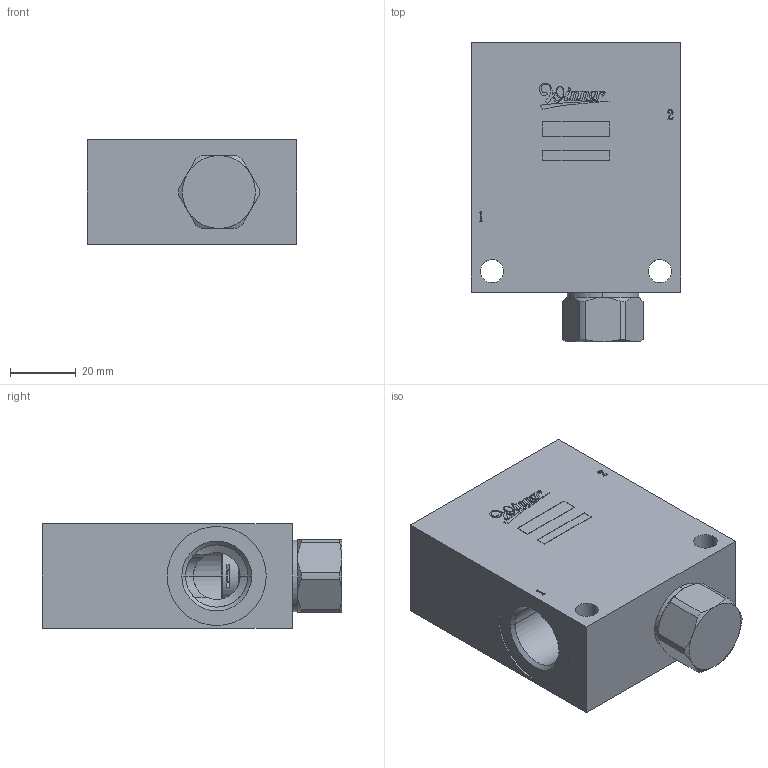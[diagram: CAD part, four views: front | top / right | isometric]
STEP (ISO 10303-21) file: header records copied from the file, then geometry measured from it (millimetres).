
FILE_DESCRIPTION (( 'STEP AP203' ), '1' );
FILE_NAME ('ML-60-RPC-10A2-CV2003-G04-Z01.STEP', '2026-02-26T05:30:49', ( '' ), ( '' ), 'SwSTEP 2.0', 'SolidWorks 2018', '' );
FILE_SCHEMA (( 'CONFIG_CONTROL_DESIGN' ));
Length unit declared in the file: millimetre
Products named in the file (3): 6GJF1A002; 6EF060RPCG04T001; ML-60-RPC-10A2-CV2003-G04-Z01
Assembly tree (2 placements, depth 2):
  ML-60-RPC-10A2-CV2003-G04-Z01
    6EF060RPCG04T001
    6GJF1A002
Bounding box: 64 x 91.34 x 32 mm (x, y, z)
Volume: 122540.7 mm3; surface area: 31588.1 mm2
Topology: 2 solids, 2 shells, 415 faces, 1119 edges, 722 vertices
Faces by surface type: cylinder 223, plane 98, cone 56, bspline 31, torus 7
Entity records: 15317 total; most frequent: CARTESIAN_POINT 4608, ORIENTED_EDGE 2234, DIRECTION 2196, EDGE_CURVE 1117, AXIS2_PLACEMENT_3D 850, VERTEX_POINT 722, VECTOR 496, LINE 496
